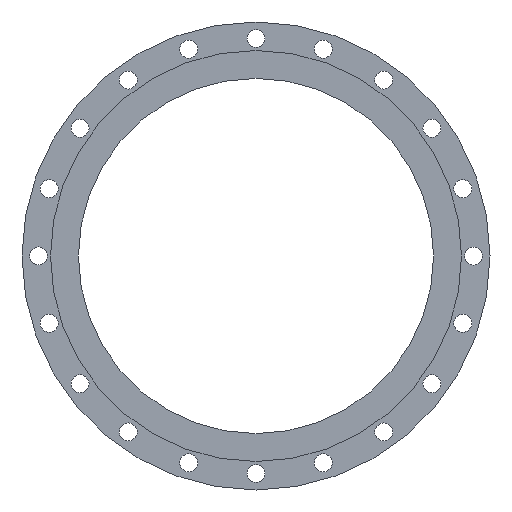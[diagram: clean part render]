
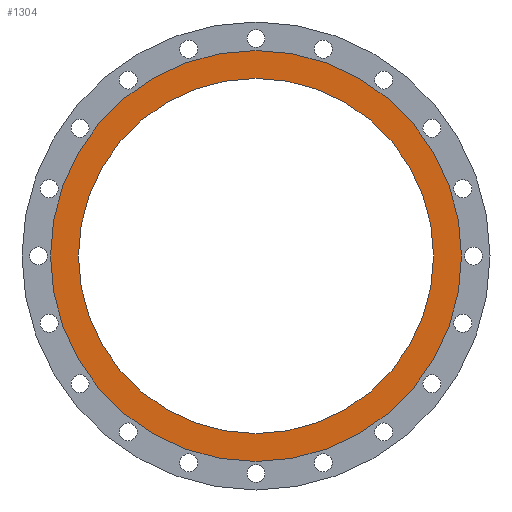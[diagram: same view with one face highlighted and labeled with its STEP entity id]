
A CAD part, front view. The second image highlights one B-rep face of the part: STEP entity #1304.
In plain terms, the highlighted planar face has unit normal (0, -1, 0).
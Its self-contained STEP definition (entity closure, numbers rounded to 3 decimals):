
#94 = AXIS2_PLACEMENT_3D ( 'NONE', #1538, #1397, #162 ) ;
#100 = CARTESIAN_POINT ( 'NONE',  ( 0., 0., -342.5 ) ) ;
#124 = FACE_OUTER_BOUND ( 'NONE', #601, .T. ) ;
#133 = FACE_BOUND ( 'NONE', #559, .T. ) ;
#162 = DIRECTION ( 'NONE',  ( 0., 0., 1. ) ) ;
#235 = EDGE_CURVE ( 'NONE', #657, #1890, #1270, .T. ) ;
#394 = EDGE_CURVE ( 'NONE', #1813, #1666, #666, .T. ) ;
#470 = DIRECTION ( 'NONE',  ( 0., 1., 0. ) ) ;
#489 = CARTESIAN_POINT ( 'NONE',  ( 0., 0., -296. ) ) ;
#492 = ORIENTED_EDGE ( 'NONE', *, *, #394, .T. ) ;
#529 = CARTESIAN_POINT ( 'NONE',  ( 0., 0., 296. ) ) ;
#559 = EDGE_LOOP ( 'NONE', ( #492, #1847 ) ) ;
#582 = AXIS2_PLACEMENT_3D ( 'NONE', #891, #1967, #1797 ) ;
#601 = EDGE_LOOP ( 'NONE', ( #1680, #907 ) ) ;
#657 = VERTEX_POINT ( 'NONE', #772 ) ;
#659 = CARTESIAN_POINT ( 'NONE',  ( 0., 0., 0. ) ) ;
#666 = CIRCLE ( 'NONE', #1789, 296. ) ;
#765 = CIRCLE ( 'NONE', #1892, 342.5 ) ;
#772 = CARTESIAN_POINT ( 'NONE',  ( 0., 0., 342.5 ) ) ;
#833 = EDGE_CURVE ( 'NONE', #1890, #657, #765, .T. ) ;
#850 = DIRECTION ( 'NONE',  ( 0., 1., 0. ) ) ;
#891 = CARTESIAN_POINT ( 'NONE',  ( 0., 0., 296. ) ) ;
#892 = AXIS2_PLACEMENT_3D ( 'NONE', #659, #1149, #1283 ) ;
#907 = ORIENTED_EDGE ( 'NONE', *, *, #833, .F. ) ;
#951 = CIRCLE ( 'NONE', #94, 296. ) ;
#967 = CARTESIAN_POINT ( 'NONE',  ( 0., 0., 0. ) ) ;
#1028 = PLANE ( 'NONE',  #582 ) ;
#1134 = EDGE_CURVE ( 'NONE', #1666, #1813, #951, .T. ) ;
#1149 = DIRECTION ( 'NONE',  ( 0., 1., 0. ) ) ;
#1254 = DIRECTION ( 'NONE',  ( 0., 0., 1. ) ) ;
#1270 = CIRCLE ( 'NONE', #892, 342.5 ) ;
#1283 = DIRECTION ( 'NONE',  ( 0., 0., 1. ) ) ;
#1304 = ADVANCED_FACE ( 'NONE', ( #133, #124 ), #1028, .T. ) ;
#1397 = DIRECTION ( 'NONE',  ( 0., 1., 0. ) ) ;
#1538 = CARTESIAN_POINT ( 'NONE',  ( 0., 0., 0. ) ) ;
#1607 = CARTESIAN_POINT ( 'NONE',  ( 0., 0., 0. ) ) ;
#1666 = VERTEX_POINT ( 'NONE', #489 ) ;
#1680 = ORIENTED_EDGE ( 'NONE', *, *, #235, .F. ) ;
#1789 = AXIS2_PLACEMENT_3D ( 'NONE', #967, #470, #1254 ) ;
#1797 = DIRECTION ( 'NONE',  ( 0., 0., -1. ) ) ;
#1813 = VERTEX_POINT ( 'NONE', #529 ) ;
#1847 = ORIENTED_EDGE ( 'NONE', *, *, #1134, .T. ) ;
#1889 = DIRECTION ( 'NONE',  ( 0., 0., 1. ) ) ;
#1890 = VERTEX_POINT ( 'NONE', #100 ) ;
#1892 = AXIS2_PLACEMENT_3D ( 'NONE', #1607, #850, #1889 ) ;
#1967 = DIRECTION ( 'NONE',  ( 0., -1., 0. ) ) ;
